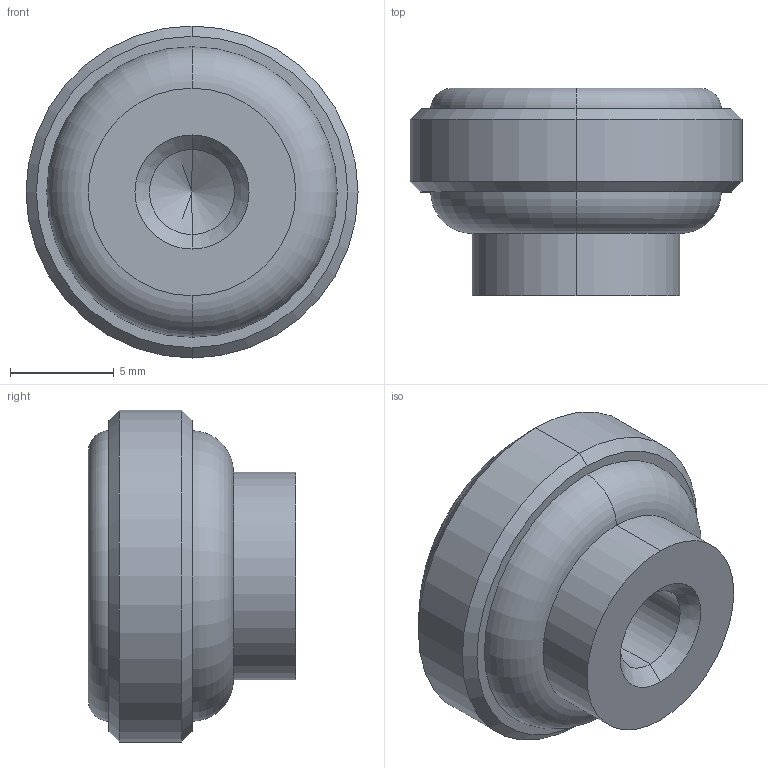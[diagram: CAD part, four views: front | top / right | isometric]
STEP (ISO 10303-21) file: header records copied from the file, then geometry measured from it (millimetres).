
FILE_DESCRIPTION (( 'STEP AP203' ), '1' );
FILE_NAME ('sone3D.STEP', '2013-05-27T09:54:23', ( '' ), ( '' ), 'SwSTEP 2.0', 'SolidWorks 2012', '' );
FILE_SCHEMA (( 'CONFIG_CONTROL_DESIGN' ));
Length unit declared in the file: millimetre
Products named in the file (1): sone3D
Bounding box: 16 x 10 x 16 mm (x, y, z)
Volume: 1343.8 mm3; surface area: 828 mm2
Topology: 1 solids, 1 shells, 22 faces, 44 edges, 25 vertices
Faces by surface type: cone 8, cylinder 6, torus 4, plane 4
Entity records: 639 total; most frequent: DIRECTION 116, CARTESIAN_POINT 90, ORIENTED_EDGE 84, AXIS2_PLACEMENT_3D 51, EDGE_CURVE 42, CIRCLE 28, EDGE_LOOP 25, VERTEX_POINT 25
